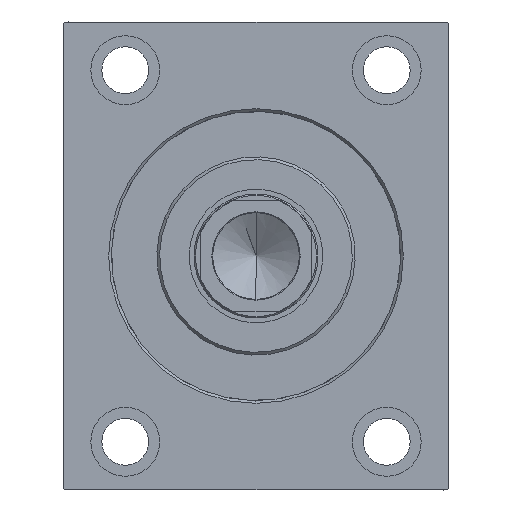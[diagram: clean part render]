
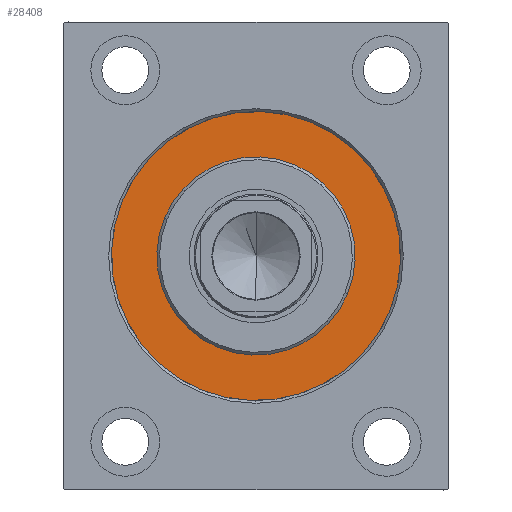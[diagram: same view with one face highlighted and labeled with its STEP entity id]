
A CAD part, left-side view. The second image highlights one B-rep face of the part: STEP entity #28408.
In plain terms, the highlighted face is planar.
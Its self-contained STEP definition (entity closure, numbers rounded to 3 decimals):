
#586 = AXIS2_PLACEMENT_3D ( 'NONE', #42276, #5302, #18463 ) ;
#771 = CARTESIAN_POINT ( 'NONE',  ( 0., 0., 0. ) ) ;
#1285 = CIRCLE ( 'NONE', #586, 36. ) ;
#3203 = EDGE_CURVE ( 'NONE', #8635, #7796, #10589, .T. ) ;
#5302 = DIRECTION ( 'NONE',  ( 1., 0., 0. ) ) ;
#7671 = EDGE_LOOP ( 'NONE', ( #16372, #20519 ) ) ;
#7796 = VERTEX_POINT ( 'NONE', #26397 ) ;
#8635 = VERTEX_POINT ( 'NONE', #17450 ) ;
#9362 = DIRECTION ( 'NONE',  ( 0., 0., 1. ) ) ;
#10589 = CIRCLE ( 'NONE', #32635, 52.5 ) ;
#10623 = CARTESIAN_POINT ( 'NONE',  ( 0., 0., 0. ) ) ;
#11052 = ORIENTED_EDGE ( 'NONE', *, *, #12843, .F. ) ;
#11826 = DIRECTION ( 'NONE',  ( -1., 0., 0. ) ) ;
#12843 = EDGE_CURVE ( 'NONE', #31331, #34853, #42981, .T. ) ;
#13308 = CIRCLE ( 'NONE', #29672, 52.5 ) ;
#16372 = ORIENTED_EDGE ( 'NONE', *, *, #20689, .F. ) ;
#17450 = CARTESIAN_POINT ( 'NONE',  ( 0., 0., 52.5 ) ) ;
#18463 = DIRECTION ( 'NONE',  ( 0., 0., -1. ) ) ;
#20034 = CARTESIAN_POINT ( 'NONE',  ( 0., 0., 36. ) ) ;
#20118 = CARTESIAN_POINT ( 'NONE',  ( 0., 0., -36. ) ) ;
#20519 = ORIENTED_EDGE ( 'NONE', *, *, #3203, .F. ) ;
#20689 = EDGE_CURVE ( 'NONE', #7796, #8635, #13308, .T. ) ;
#21233 = ORIENTED_EDGE ( 'NONE', *, *, #28689, .F. ) ;
#21269 = DIRECTION ( 'NONE',  ( 1., 0., 0. ) ) ;
#21864 = DIRECTION ( 'NONE',  ( 0., 0., 1. ) ) ;
#23094 = AXIS2_PLACEMENT_3D ( 'NONE', #771, #21269, #38613 ) ;
#24214 = DIRECTION ( 'NONE',  ( 0., 0., 1. ) ) ;
#24537 = DIRECTION ( 'NONE',  ( -1., 0., 0. ) ) ;
#26397 = CARTESIAN_POINT ( 'NONE',  ( 0., 0., -52.5 ) ) ;
#28269 = EDGE_LOOP ( 'NONE', ( #11052, #21233 ) ) ;
#28408 = ADVANCED_FACE ( 'NONE', ( #36075, #29423 ), #32758, .F. ) ;
#28689 = EDGE_CURVE ( 'NONE', #34853, #31331, #1285, .T. ) ;
#28979 = CARTESIAN_POINT ( 'NONE',  ( 0., 0., 0. ) ) ;
#29423 = FACE_OUTER_BOUND ( 'NONE', #7671, .T. ) ;
#29672 = AXIS2_PLACEMENT_3D ( 'NONE', #31891, #24537, #21864 ) ;
#31118 = DIRECTION ( 'NONE',  ( -1., 0., 0. ) ) ;
#31331 = VERTEX_POINT ( 'NONE', #20034 ) ;
#31891 = CARTESIAN_POINT ( 'NONE',  ( 0., 0., 0. ) ) ;
#32635 = AXIS2_PLACEMENT_3D ( 'NONE', #10623, #31118, #24214 ) ;
#32758 = PLANE ( 'NONE',  #34724 ) ;
#34724 = AXIS2_PLACEMENT_3D ( 'NONE', #28979, #11826, #9362 ) ;
#34853 = VERTEX_POINT ( 'NONE', #20118 ) ;
#36075 = FACE_BOUND ( 'NONE', #28269, .T. ) ;
#38613 = DIRECTION ( 'NONE',  ( 0., 0., -1. ) ) ;
#42276 = CARTESIAN_POINT ( 'NONE',  ( 0., 0., 0. ) ) ;
#42981 = CIRCLE ( 'NONE', #23094, 36. ) ;
